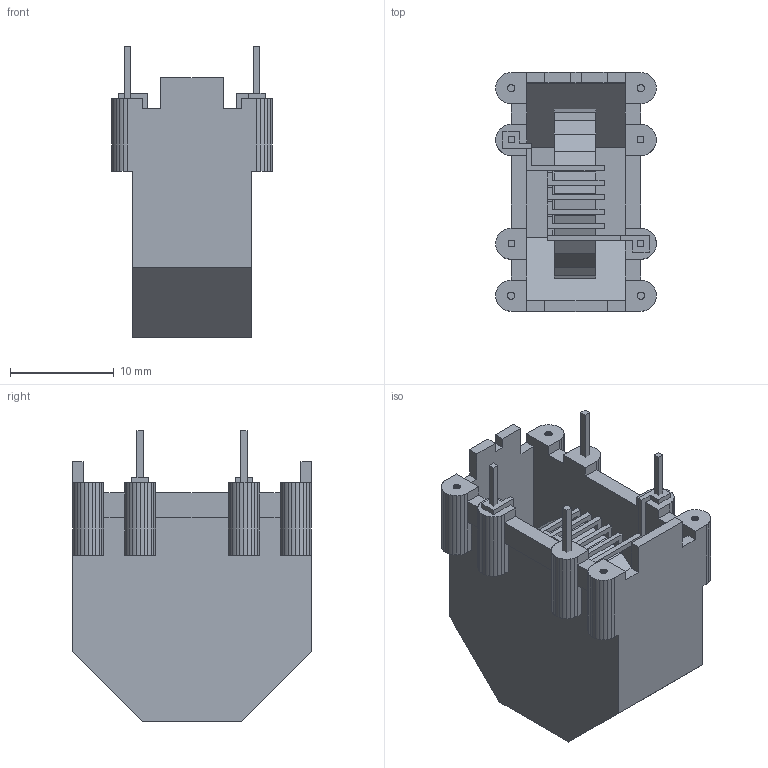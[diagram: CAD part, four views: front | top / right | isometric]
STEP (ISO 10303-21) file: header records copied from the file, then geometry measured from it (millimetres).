
FILE_DESCRIPTION(('FreeCAD Model'),'2;1');
FILE_NAME('X22Vir.stp', '2014-07-08T13:46:31',('FreeCAD'),('FreeCAD'), 'Open CASCADE STEP processor 6.3','FreeCAD','Unknown');
FILE_SCHEMA(('AUTOMOTIVE_DESIGN_CC2 { 1 2 10303 214 -1 1 5 4 }'));
Length unit declared in the file: millimetre
Products named in the file (6): X22Vir003; X22Vir002; X22Vir001; X22Vir004; X22Vir; X22Vir005
Bounding box: 15.5 x 23 x 28 mm (x, y, z)
Volume: 2263.3 mm3; surface area: 4339.1 mm2
Topology: 6 solids, 6 shells, 818 faces, 2363 edges, 1570 vertices
Faces by surface type: plane 569, cylinder 246, cone 3
Entity records: 60343 total; most frequent: CARTESIAN_POINT 15047, DIRECTION 7949, LINE 5050, VECTOR 5050, ORIENTED_EDGE 4726, PCURVE 4726, DEFINITIONAL_REPRESENTATION 4726, EDGE_CURVE 2363
